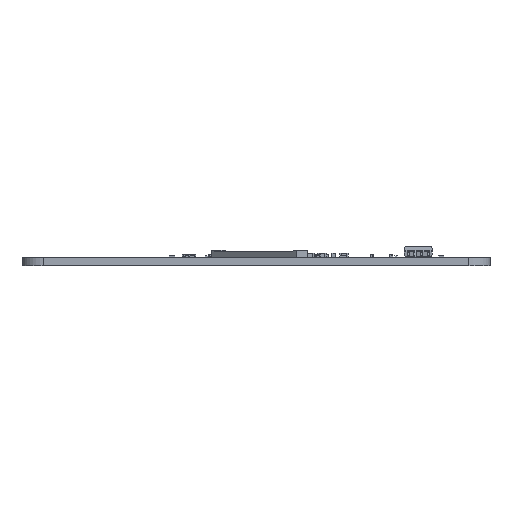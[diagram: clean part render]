
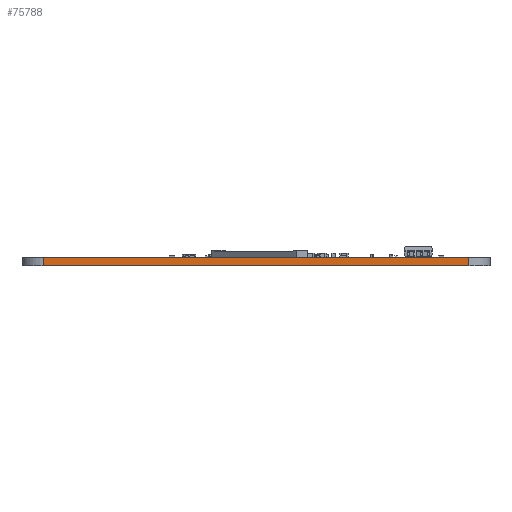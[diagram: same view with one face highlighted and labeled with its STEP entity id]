
A CAD part, front view. The second image highlights one B-rep face of the part: STEP entity #75788.
In plain terms, the highlighted planar face has unit normal (0, -1, 0).
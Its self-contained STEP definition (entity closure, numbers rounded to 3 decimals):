
#74641 = VERTEX_POINT('',#74642);
#74642 = CARTESIAN_POINT('',(200.473,-132.029,0.));
#74649 = EDGE_CURVE('',#74650,#74641,#74652,.T.);
#74650 = VERTEX_POINT('',#74651);
#74651 = CARTESIAN_POINT('',(280.473,-132.029,0.));
#74652 = LINE('',#74653,#74654);
#74653 = CARTESIAN_POINT('',(280.473,-132.029,0.));
#74654 = VECTOR('',#74655,1.);
#74655 = DIRECTION('',(-1.,0.,0.));
#75143 = VERTEX_POINT('',#75144);
#75144 = CARTESIAN_POINT('',(200.473,-132.029,1.51));
#75151 = EDGE_CURVE('',#75152,#75143,#75154,.T.);
#75152 = VERTEX_POINT('',#75153);
#75153 = CARTESIAN_POINT('',(280.473,-132.029,1.51));
#75154 = LINE('',#75155,#75156);
#75155 = CARTESIAN_POINT('',(280.473,-132.029,1.51));
#75156 = VECTOR('',#75157,1.);
#75157 = DIRECTION('',(-1.,0.,0.));
#75760 = EDGE_CURVE('',#74650,#75152,#75761,.T.);
#75761 = LINE('',#75762,#75763);
#75762 = CARTESIAN_POINT('',(280.473,-132.029,0.));
#75763 = VECTOR('',#75764,1.);
#75764 = DIRECTION('',(0.,0.,1.));
#75788 = ADVANCED_FACE('',(#75789),#75800,.T.);
#75789 = FACE_BOUND('',#75790,.T.);
#75790 = EDGE_LOOP('',(#75791,#75792,#75793,#75799));
#75791 = ORIENTED_EDGE('',*,*,#75760,.T.);
#75792 = ORIENTED_EDGE('',*,*,#75151,.T.);
#75793 = ORIENTED_EDGE('',*,*,#75794,.F.);
#75794 = EDGE_CURVE('',#74641,#75143,#75795,.T.);
#75795 = LINE('',#75796,#75797);
#75796 = CARTESIAN_POINT('',(200.473,-132.029,0.));
#75797 = VECTOR('',#75798,1.);
#75798 = DIRECTION('',(0.,0.,1.));
#75799 = ORIENTED_EDGE('',*,*,#74649,.F.);
#75800 = PLANE('',#75801);
#75801 = AXIS2_PLACEMENT_3D('',#75802,#75803,#75804);
#75802 = CARTESIAN_POINT('',(280.473,-132.029,0.));
#75803 = DIRECTION('',(0.,-1.,0.));
#75804 = DIRECTION('',(-1.,0.,0.));
